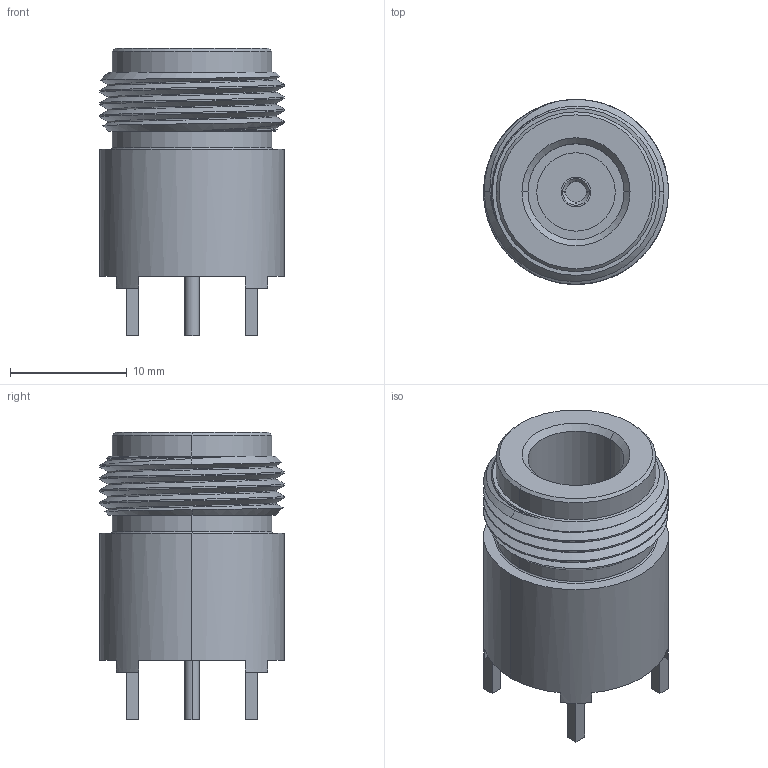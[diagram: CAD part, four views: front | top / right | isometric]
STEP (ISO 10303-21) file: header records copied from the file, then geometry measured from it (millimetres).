
FILE_DESCRIPTION (( 'STEP AP214' ), '1' );
FILE_NAME ('PE44396.STEP', '2018-02-12T21:21:25', ( '' ), ( '' ), 'SwSTEP 2.0', 'SolidWorks 2017', '' );
FILE_SCHEMA (( 'AUTOMOTIVE_DESIGN' ));
Length unit declared in the file: inch
Products named in the file (1): PE44396
Bounding box: 15.88 x 15.88 x 24.64 mm (x, y, z)
Volume: 3069.6 mm3; surface area: 2005.5 mm2
Topology: 1 solids, 1 shells, 108 faces, 272 edges, 175 vertices
Faces by surface type: plane 51, cylinder 38, cone 14, bspline 3, torus 2
Entity records: 4305 total; most frequent: CARTESIAN_POINT 1769, ORIENTED_EDGE 544, DIRECTION 485, EDGE_CURVE 272, AXIS2_PLACEMENT_3D 181, VERTEX_POINT 175, LINE 123, VECTOR 123
